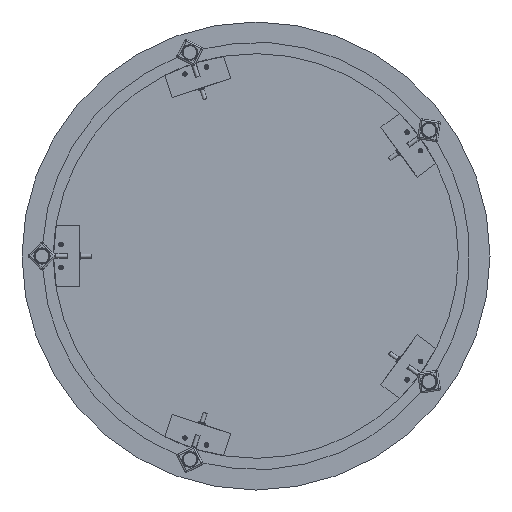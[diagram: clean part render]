
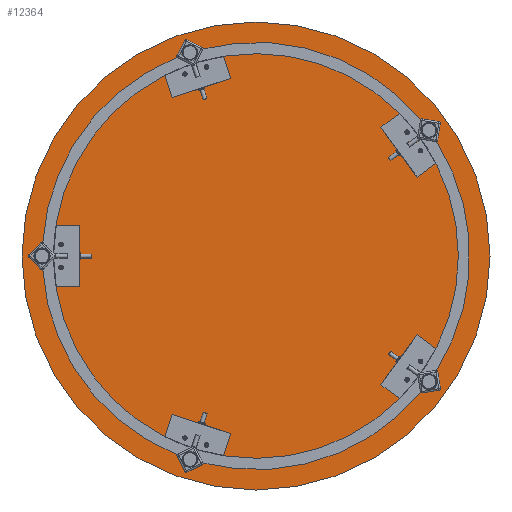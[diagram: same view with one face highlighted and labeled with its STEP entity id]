
A CAD part, front view. The second image highlights one B-rep face of the part: STEP entity #12364.
In plain terms, the highlighted face is planar.
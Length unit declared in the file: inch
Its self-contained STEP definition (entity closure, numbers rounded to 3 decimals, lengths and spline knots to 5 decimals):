
#2513=PLANE('',#13269);
#3140=FACE_OUTER_BOUND('',#4030,.T.);
#4030=EDGE_LOOP('',(#8545));
#5025=CIRCLE('',#13267,18.);
#5658=VERTEX_POINT('',#18426);
#6710=EDGE_CURVE('',#5658,#5658,#5025,.T.);
#8545=ORIENTED_EDGE('',*,*,#6710,.T.);
#12364=ADVANCED_FACE('',(#3140),#2513,.F.);
#13267=AXIS2_PLACEMENT_3D('',#18427,#14769,#14770);
#13269=AXIS2_PLACEMENT_3D('',#18429,#14773,#14774);
#14769=DIRECTION('center_axis',(0.,0.,-1.));
#14770=DIRECTION('ref_axis',(-1.,0.,0.));
#14773=DIRECTION('center_axis',(0.,0.,1.));
#14774=DIRECTION('ref_axis',(1.,0.,0.));
#18426=CARTESIAN_POINT('',(18.,0.,-0.5));
#18427=CARTESIAN_POINT('Origin',(0.,0.,-0.5));
#18429=CARTESIAN_POINT('Origin',(0.,0.,
-0.5));
